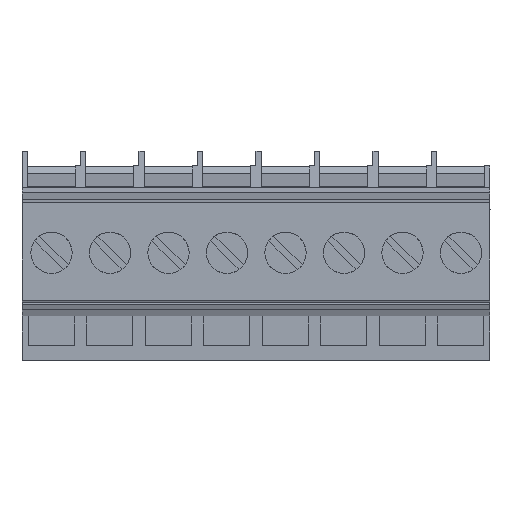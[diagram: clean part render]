
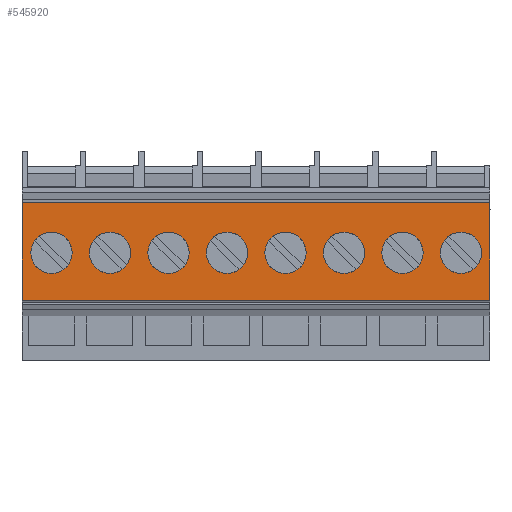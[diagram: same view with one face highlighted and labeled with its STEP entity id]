
A CAD part, top view. The second image highlights one B-rep face of the part: STEP entity #545920.
In plain terms, the highlighted face is planar.
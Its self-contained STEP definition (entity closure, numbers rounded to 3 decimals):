
#1090=CARTESIAN_POINT('',(1.952,-27.351,
44.6));
#1100=VERTEX_POINT('',#1090);
#1130=CARTESIAN_POINT('',(0.,-27.351,
44.6));
#1140=DIRECTION('',(-1.,0.,0.));
#1150=VECTOR('',#1140,1.);
#1160=LINE('',#1130,#1150);
#1170=CARTESIAN_POINT('',(-8.33,-27.351,
44.6));
#1180=VERTEX_POINT('',#1170);
#1190=EDGE_CURVE('',#1100,#1180,#1160,.T.);
#4150=CARTESIAN_POINT('',(-8.33,-27.351,
-4.6));
#4160=VERTEX_POINT('',#4150);
#4190=CARTESIAN_POINT('',(0.,-27.351,
-4.6));
#4200=DIRECTION('',(-1.,0.,0.));
#4210=VECTOR('',#4200,1.);
#4220=LINE('',#4190,#4210);
#4230=CARTESIAN_POINT('',(1.952,-27.351,
-4.6));
#4240=VERTEX_POINT('',#4230);
#4250=EDGE_CURVE('',#4240,#4160,#4220,.T.);
#58270=CARTESIAN_POINT('',(-5.225,-27.351,
4.65));
#58280=VERTEX_POINT('',#58270);
#58780=CARTESIAN_POINT('',(-0.875,-27.351,
4.65));
#58790=VERTEX_POINT('',#58780);
#58820=CARTESIAN_POINT('',(-3.05,-27.351,
4.65));
#58830=DIRECTION('',(0.,-1.,0.));
#58840=DIRECTION('',(-1.,0.,0.));
#58850=AXIS2_PLACEMENT_3D('',#58820,#58830,#58840);
#58860=CIRCLE('',#58850,2.175);
#58870=EDGE_CURVE('',#58280,#58790,#58860,.T.);
#544480=CARTESIAN_POINT('',(-8.33,-27.351,
43.05));
#544490=DIRECTION('',(0.,0.,1.));
#544500=VECTOR('',#544490,1.);
#544510=LINE('',#544480,#544500);
#544520=EDGE_CURVE('',#4160,#1180,#544510,.T.);
#544660=CARTESIAN_POINT('',(1.686,-27.351,
44.6));
#544670=DIRECTION('',(0.,1.,0.));
#544680=DIRECTION('',(1.,0.,0.));
#544690=AXIS2_PLACEMENT_3D('',#544660,#544670,#544680);
#544700=PLANE('',#544690);
#544710=CARTESIAN_POINT('',(-3.05,-27.351,
41.55));
#544720=DIRECTION('',(0.,-1.,0.));
#544730=DIRECTION('',(-1.,0.,0.));
#544740=AXIS2_PLACEMENT_3D('',#544710,#544720,#544730);
#544750=CIRCLE('',#544740,2.175);
#544760=CARTESIAN_POINT('',(-0.875,-27.351,
41.55));
#544770=VERTEX_POINT('',#544760);
#544780=CARTESIAN_POINT('',(-5.225,-27.351,
41.55));
#544790=VERTEX_POINT('',#544780);
#544800=EDGE_CURVE('',#544770,#544790,#544750,.T.);
#544810=ORIENTED_EDGE('',*,*,#544800,.F.);
#544820=EDGE_CURVE('',#544790,#544770,#544750,.T.);
#544830=ORIENTED_EDGE('',*,*,#544820,.F.);
#544840=EDGE_LOOP('',(#544830,#544810));
#544850=FACE_BOUND('',#544840,.T.);
#544860=ORIENTED_EDGE('',*,*,#1190,.T.);
#544870=CARTESIAN_POINT('',(1.952,-27.351,43.05));
#544880=DIRECTION('',(0.,0.,1.));
#544890=VECTOR('',#544880,1.);
#544900=LINE('',#544870,#544890);
#544910=EDGE_CURVE('',#4240,#1100,#544900,.T.);
#544920=ORIENTED_EDGE('',*,*,#544910,.T.);
#544930=ORIENTED_EDGE('',*,*,#4250,.F.);
#544940=ORIENTED_EDGE('',*,*,#544520,.F.);
#544950=EDGE_LOOP('',(#544940,#544930,#544920,#544860));
#544960=FACE_OUTER_BOUND('',#544950,.T.);
#544970=CARTESIAN_POINT('',(-3.05,-27.351,
35.4));
#544980=DIRECTION('',(0.,-1.,0.));
#544990=DIRECTION('',(-1.,0.,0.));
#545000=AXIS2_PLACEMENT_3D('',#544970,#544980,#544990);
#545010=CIRCLE('',#545000,2.175);
#545020=CARTESIAN_POINT('',(-0.875,-27.351,
35.4));
#545030=VERTEX_POINT('',#545020);
#545040=CARTESIAN_POINT('',(-5.225,-27.351,
35.4));
#545050=VERTEX_POINT('',#545040);
#545060=EDGE_CURVE('',#545030,#545050,#545010,.T.);
#545070=ORIENTED_EDGE('',*,*,#545060,.F.);
#545080=EDGE_CURVE('',#545050,#545030,#545010,.T.);
#545090=ORIENTED_EDGE('',*,*,#545080,.F.);
#545100=EDGE_LOOP('',(#545090,#545070));
#545110=FACE_BOUND('',#545100,.T.);
#545120=CARTESIAN_POINT('',(-3.05,-27.351,
29.25));
#545130=DIRECTION('',(0.,-1.,0.));
#545140=DIRECTION('',(-1.,0.,0.));
#545150=AXIS2_PLACEMENT_3D('',#545120,#545130,#545140);
#545160=CIRCLE('',#545150,2.175);
#545170=CARTESIAN_POINT('',(-0.875,-27.351,
29.25));
#545180=VERTEX_POINT('',#545170);
#545190=CARTESIAN_POINT('',(-5.225,-27.351,
29.25));
#545200=VERTEX_POINT('',#545190);
#545210=EDGE_CURVE('',#545180,#545200,#545160,.T.);
#545220=ORIENTED_EDGE('',*,*,#545210,.F.);
#545230=EDGE_CURVE('',#545200,#545180,#545160,.T.);
#545240=ORIENTED_EDGE('',*,*,#545230,.F.);
#545250=EDGE_LOOP('',(#545240,#545220));
#545260=FACE_BOUND('',#545250,.T.);
#545270=CARTESIAN_POINT('',(-3.05,-27.351,
23.1));
#545280=DIRECTION('',(0.,-1.,0.));
#545290=DIRECTION('',(-1.,0.,0.));
#545300=AXIS2_PLACEMENT_3D('',#545270,#545280,#545290);
#545310=CIRCLE('',#545300,2.175);
#545320=CARTESIAN_POINT('',(-0.875,-27.351,
23.1));
#545330=VERTEX_POINT('',#545320);
#545340=CARTESIAN_POINT('',(-5.225,-27.351,
23.1));
#545350=VERTEX_POINT('',#545340);
#545360=EDGE_CURVE('',#545330,#545350,#545310,.T.);
#545370=ORIENTED_EDGE('',*,*,#545360,.F.);
#545380=EDGE_CURVE('',#545350,#545330,#545310,.T.);
#545390=ORIENTED_EDGE('',*,*,#545380,.F.);
#545400=EDGE_LOOP('',(#545390,#545370));
#545410=FACE_BOUND('',#545400,.T.);
#545420=CARTESIAN_POINT('',(-3.05,-27.351,
16.95));
#545430=DIRECTION('',(0.,-1.,0.));
#545440=DIRECTION('',(-1.,0.,0.));
#545450=AXIS2_PLACEMENT_3D('',#545420,#545430,#545440);
#545460=CIRCLE('',#545450,2.175);
#545470=CARTESIAN_POINT('',(-0.875,-27.351,
16.95));
#545480=VERTEX_POINT('',#545470);
#545490=CARTESIAN_POINT('',(-5.225,-27.351,
16.95));
#545500=VERTEX_POINT('',#545490);
#545510=EDGE_CURVE('',#545480,#545500,#545460,.T.);
#545520=ORIENTED_EDGE('',*,*,#545510,.F.);
#545530=EDGE_CURVE('',#545500,#545480,#545460,.T.);
#545540=ORIENTED_EDGE('',*,*,#545530,.F.);
#545550=EDGE_LOOP('',(#545540,#545520));
#545560=FACE_BOUND('',#545550,.T.);
#545570=CARTESIAN_POINT('',(-3.05,-27.351,
10.8));
#545580=DIRECTION('',(0.,-1.,0.));
#545590=DIRECTION('',(-1.,0.,0.));
#545600=AXIS2_PLACEMENT_3D('',#545570,#545580,#545590);
#545610=CIRCLE('',#545600,2.175);
#545620=CARTESIAN_POINT('',(-0.875,-27.351,
10.8));
#545630=VERTEX_POINT('',#545620);
#545640=CARTESIAN_POINT('',(-5.225,-27.351,
10.8));
#545650=VERTEX_POINT('',#545640);
#545660=EDGE_CURVE('',#545630,#545650,#545610,.T.);
#545670=ORIENTED_EDGE('',*,*,#545660,.F.);
#545680=EDGE_CURVE('',#545650,#545630,#545610,.T.);
#545690=ORIENTED_EDGE('',*,*,#545680,.F.);
#545700=EDGE_LOOP('',(#545690,#545670));
#545710=FACE_BOUND('',#545700,.T.);
#545720=CARTESIAN_POINT('',(-3.05,-27.351,
-1.5));
#545730=DIRECTION('',(0.,-1.,0.));
#545740=DIRECTION('',(-1.,0.,0.));
#545750=AXIS2_PLACEMENT_3D('',#545720,#545730,#545740);
#545760=CIRCLE('',#545750,2.175);
#545770=CARTESIAN_POINT('',(-0.875,-27.351,
-1.5));
#545780=VERTEX_POINT('',#545770);
#545790=CARTESIAN_POINT('',(-5.225,-27.351,
-1.5));
#545800=VERTEX_POINT('',#545790);
#545810=EDGE_CURVE('',#545780,#545800,#545760,.T.);
#545820=ORIENTED_EDGE('',*,*,#545810,.F.);
#545830=EDGE_CURVE('',#545800,#545780,#545760,.T.);
#545840=ORIENTED_EDGE('',*,*,#545830,.F.);
#545850=EDGE_LOOP('',(#545840,#545820));
#545860=FACE_BOUND('',#545850,.T.);
#545870=EDGE_CURVE('',#58790,#58280,#58860,.T.);
#545880=ORIENTED_EDGE('',*,*,#545870,.F.);
#545890=ORIENTED_EDGE('',*,*,#58870,.F.);
#545900=EDGE_LOOP('',(#545890,#545880));
#545910=FACE_BOUND('',#545900,.T.);
#545920=ADVANCED_FACE('',(#544850,#544960,#545110,#545260,#545410,
#545560,#545710,#545860,#545910),#544700,.F.);
